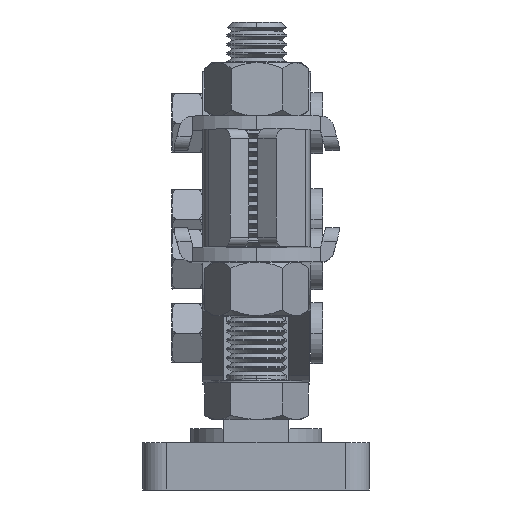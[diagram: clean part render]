
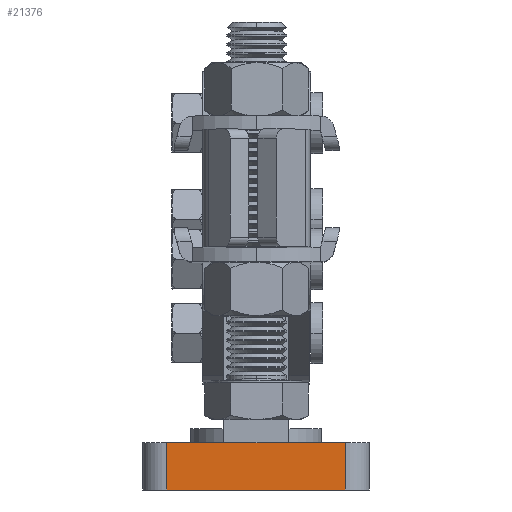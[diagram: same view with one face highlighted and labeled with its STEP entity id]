
A CAD part, left-side view. The second image highlights one B-rep face of the part: STEP entity #21376.
In plain terms, the highlighted planar face has unit normal (-1, 0, 0).
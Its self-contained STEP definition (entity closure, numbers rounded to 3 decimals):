
#156 = LINE ( 'NONE', #19345, #161 ) ;
#161 = VECTOR ( 'NONE', #19352, 1000. ) ;
#201 = LINE ( 'NONE', #19406, #202 ) ;
#202 = VECTOR ( 'NONE', #19424, 1000. ) ;
#255 = LINE ( 'NONE', #19504, #257 ) ;
#257 = VECTOR ( 'NONE', #19505, 1000. ) ;
#5904 = CARTESIAN_POINT ( 'NONE',  ( -45., -19., 10. ) ) ;
#6056 = CARTESIAN_POINT ( 'NONE',  ( -45., 19., 10. ) ) ;
#6321 = DIRECTION ( 'NONE',  ( 0., 1., 0. ) ) ;
#6322 = DIRECTION ( 'NONE',  ( 1., 0., 0. ) ) ;
#6323 = PLANE ( 'NONE',  #31981 ) ;
#6330 = CARTESIAN_POINT ( 'NONE',  ( -45., 19., 10. ) ) ;
#14248 = ORIENTED_EDGE ( 'NONE', *, *, #34032, .T. ) ;
#14249 = ORIENTED_EDGE ( 'NONE', *, *, #33974, .F. ) ;
#14250 = ORIENTED_EDGE ( 'NONE', *, *, #33776, .F. ) ;
#14251 = ORIENTED_EDGE ( 'NONE', *, *, #34001, .T. ) ;
#19345 = CARTESIAN_POINT ( 'NONE',  ( -45., -19., 10. ) ) ;
#19352 = DIRECTION ( 'NONE',  ( 0., 0., -1. ) ) ;
#19406 = CARTESIAN_POINT ( 'NONE',  ( -45., 19., 10. ) ) ;
#19424 = DIRECTION ( 'NONE',  ( 0., 0., -1. ) ) ;
#19504 = CARTESIAN_POINT ( 'NONE',  ( -45., 19., 0. ) ) ;
#19505 = DIRECTION ( 'NONE',  ( 0., -1., 0. ) ) ;
#21376 = ADVANCED_FACE ( 'NONE', ( #35987 ), #6323, .F. ) ;
#22154 = CARTESIAN_POINT ( 'NONE',  ( -45., -19., 0. ) ) ;
#22155 = CARTESIAN_POINT ( 'NONE',  ( -45., 19., 0. ) ) ;
#23787 = CARTESIAN_POINT ( 'NONE',  ( -45., 19., 10. ) ) ;
#23788 = DIRECTION ( 'NONE',  ( 0., -1., 0. ) ) ;
#30865 = VERTEX_POINT ( 'NONE', #5904 ) ;
#31156 = VERTEX_POINT ( 'NONE', #6056 ) ;
#31342 = VERTEX_POINT ( 'NONE', #22155 ) ;
#31347 = VERTEX_POINT ( 'NONE', #22154 ) ;
#31981 = AXIS2_PLACEMENT_3D ( 'NONE', #6330, #6322, #6321 ) ;
#33776 = EDGE_CURVE ( 'NONE', #31156, #30865, #41072, .T. ) ;
#33974 = EDGE_CURVE ( 'NONE', #30865, #31347, #156, .T. ) ;
#34001 = EDGE_CURVE ( 'NONE', #31156, #31342, #201, .T. ) ;
#34032 = EDGE_CURVE ( 'NONE', #31342, #31347, #255, .T. ) ;
#35987 = FACE_OUTER_BOUND ( 'NONE', #38817, .T. ) ;
#38817 = EDGE_LOOP ( 'NONE', ( #14248, #14249, #14250, #14251 ) ) ;
#41072 = LINE ( 'NONE', #23787, #41074 ) ;
#41074 = VECTOR ( 'NONE', #23788, 1000. ) ;
